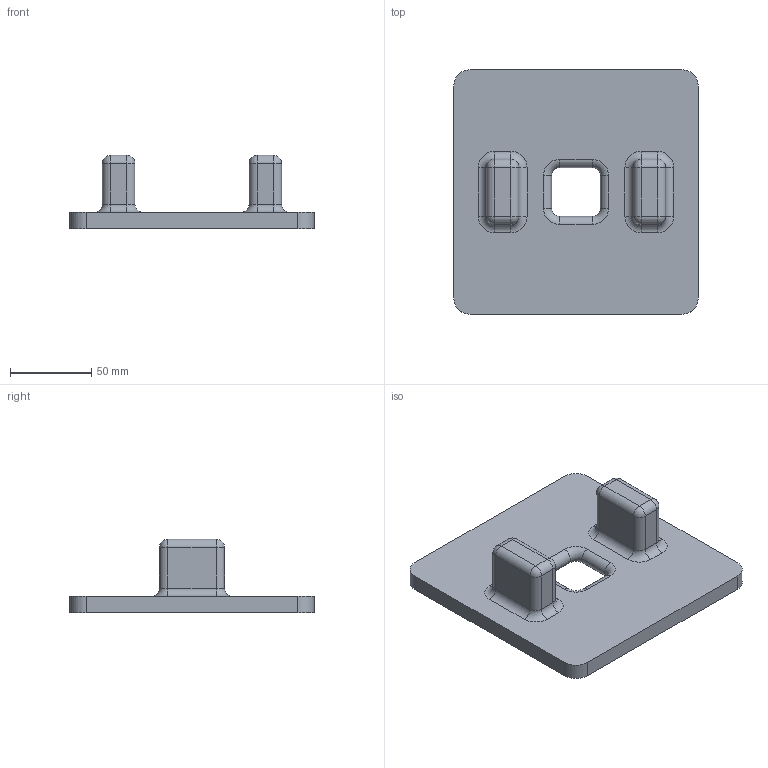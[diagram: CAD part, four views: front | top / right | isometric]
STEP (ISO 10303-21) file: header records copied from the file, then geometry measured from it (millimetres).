
FILE_DESCRIPTION(('STEP AP203'), '1');
FILE_NAME('Ìîäóëü òî ÷òî âñòàâëÿåòñÿ', '', ('UNSPECIFIED'), ('UNSPECIFIED'), 'C3D Converter', 'C3D Toolkit', '');
FILE_SCHEMA(('CONFIG_CONTROL_DESIGN'));
Length unit declared in the file: millimetre
Bounding box: 150 x 150 x 45 mm (x, y, z)
Volume: 268733.8 mm3; surface area: 56400.5 mm2
Topology: 1 solids, 1 shells, 68 faces, 160 edges, 88 vertices
Faces by surface type: cylinder 32, plane 16, torus 12, sphere 8
Entity records: 1920 total; most frequent: DIRECTION 370, CARTESIAN_POINT 309, ORIENTED_EDGE 304, EDGE_CURVE 152, AXIS2_PLACEMENT_3D 149, VERTEX_POINT 88, CIRCLE 80, FACE_BOUND 72
